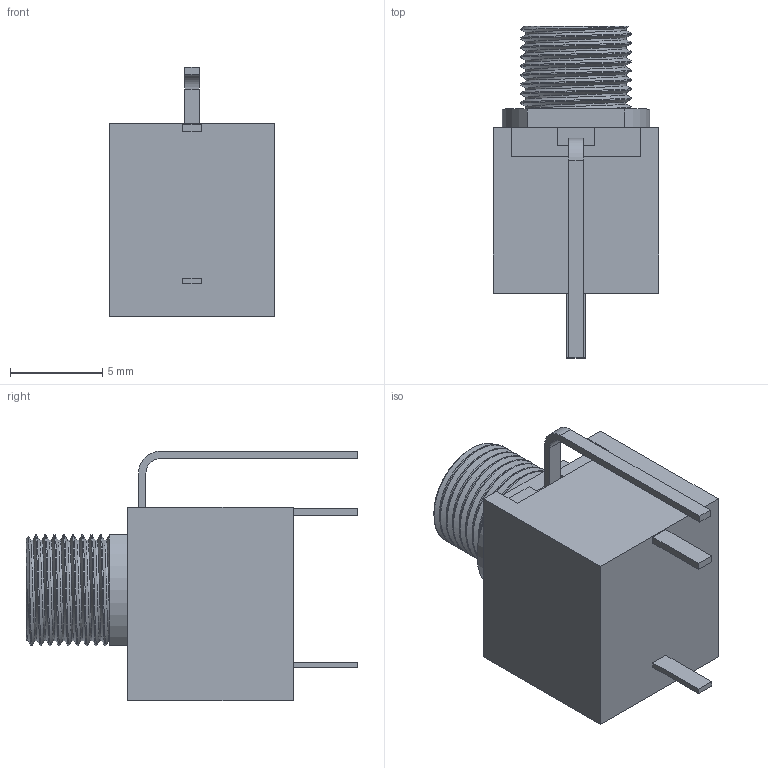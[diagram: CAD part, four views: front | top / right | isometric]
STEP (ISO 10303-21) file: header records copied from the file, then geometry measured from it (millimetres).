
FILE_DESCRIPTION (( 'STEP AP214' ), '1' );
FILE_NAME ('PJ398SM-12.STEP', '2023-01-18T20:50:34', ( '' ), ( '' ), 'SwSTEP 2.0', 'SolidWorks 2021', '' );
FILE_SCHEMA (( 'AUTOMOTIVE_DESIGN' ));
Length unit declared in the file: millimetre
Products named in the file (1): PJ398SM-12
Bounding box: 9 x 18 x 13.55 mm (x, y, z)
Volume: 926.7 mm3; surface area: 905.7 mm2
Topology: 5 solids, 5 shells, 76 faces, 190 edges, 126 vertices
Faces by surface type: plane 44, cylinder 26, bspline 3, cone 3
Entity records: 5182 total; most frequent: CARTESIAN_POINT 2579, ORIENTED_EDGE 380, DIRECTION 313, EDGE_CURVE 190, VERTEX_POINT 126, LINE 123, VECTOR 123, AXIS2_PLACEMENT_3D 95
